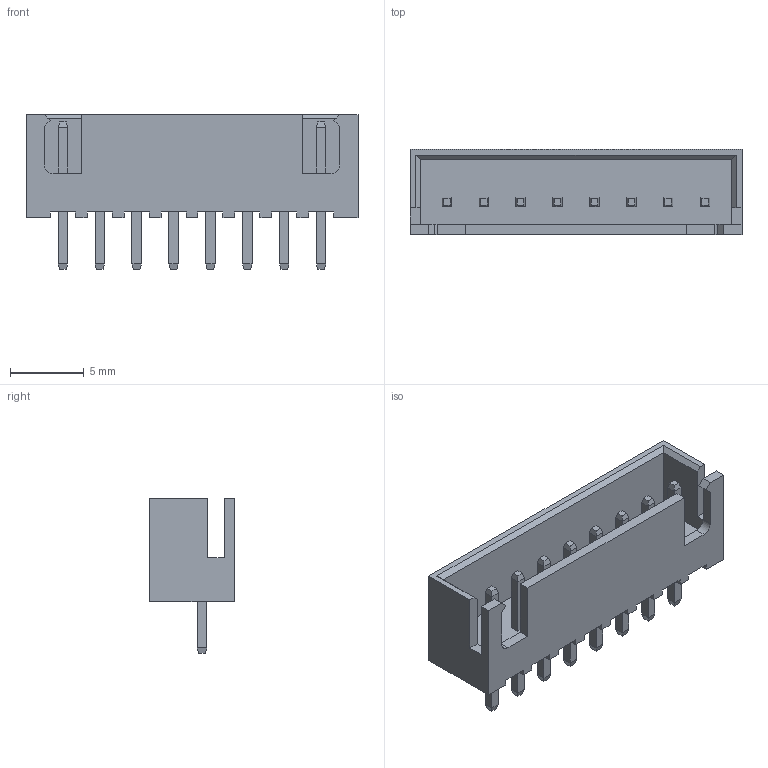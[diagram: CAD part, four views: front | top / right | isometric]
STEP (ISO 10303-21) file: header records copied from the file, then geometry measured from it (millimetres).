
FILE_DESCRIPTION (( 'STEP AP214' ), '1' );
FILE_NAME ('193A60C2-FF95-4411-86D0-7A851806E75C.STEP', '2025-01-01T19:38:33', ( '' ), ( '' ), 'SwSTEP 2.0', 'SolidWorks 2022', '' );
FILE_SCHEMA (( 'AUTOMOTIVE_DESIGN' ));
Length unit declared in the file: millimetre
Products named in the file (1): 193A60C2-FF95-4411-86D0-7A851806E75C
Bounding box: 22.5 x 5.75 x 10.5 mm (x, y, z)
Volume: 421.2 mm3; surface area: 1062.3 mm2
Topology: 1 solids, 1 shells, 209 faces, 507 edges, 316 vertices
Faces by surface type: plane 207, cylinder 2
Entity records: 6646 total; most frequent: CARTESIAN_POINT 1033, ORIENTED_EDGE 1014, DIRECTION 931, EDGE_CURVE 507, LINE 503, VECTOR 503, VERTEX_POINT 316, EDGE_LOOP 225
